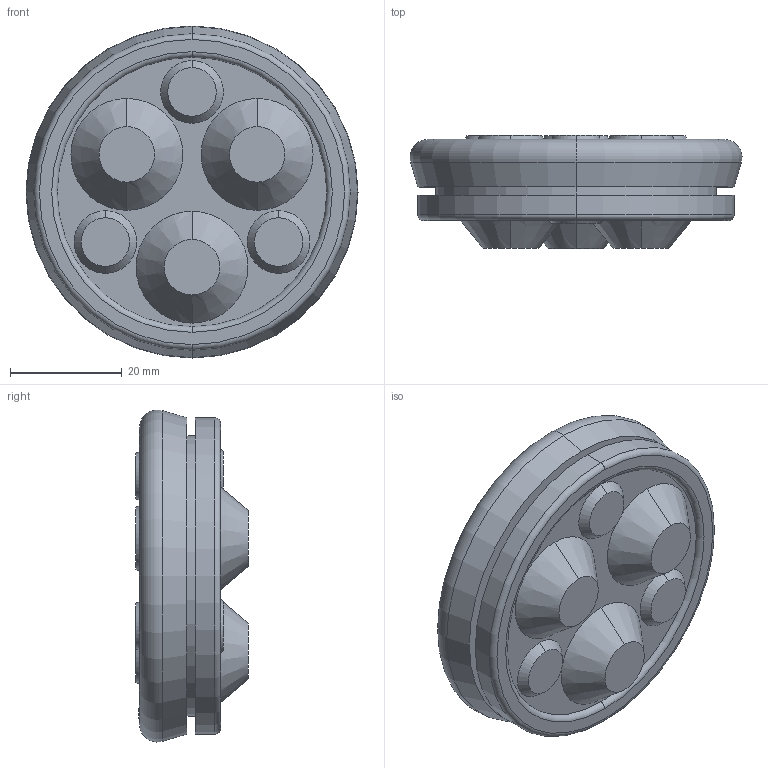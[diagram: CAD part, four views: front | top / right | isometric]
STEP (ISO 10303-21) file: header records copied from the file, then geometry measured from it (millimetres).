
FILE_DESCRIPTION (( 'STEP AP214' ), '1' );
FILE_NAME ('Fibox MultiFEM MFM 8-12.STEP', '2010-05-14T09:30:30', ( 'KennethW' ), ( 'FIBOX' ), 'SwSTEP 2.0', 'SolidWorks 2009', '' );
FILE_SCHEMA (( 'AUTOMOTIVE_DESIGN' ));
Length unit declared in the file: millimetre
Products named in the file (1): Fibox MultiFEM MFM 8-12
Bounding box: 59.39 x 20.2 x 59.39 mm (x, y, z)
Volume: 37902.4 mm3; surface area: 9531.1 mm2
Topology: 1 solids, 1 shells, 260 faces, 642 edges, 426 vertices
Faces by surface type: plane 149, cone 49, bspline 40, cylinder 16, torus 6
Entity records: 11743 total; most frequent: CARTESIAN_POINT 5884, ORIENTED_EDGE 1284, DIRECTION 1024, EDGE_CURVE 642, VERTEX_POINT 426, AXIS2_PLACEMENT_3D 345, LINE 334, VECTOR 334
